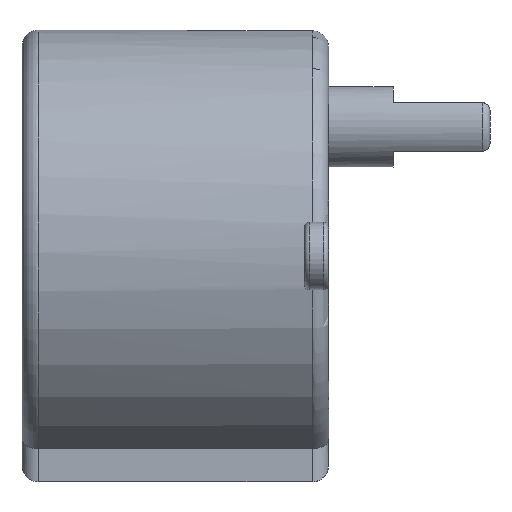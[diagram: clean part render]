
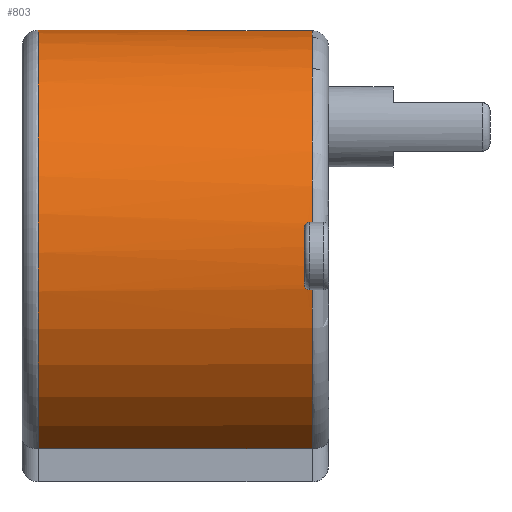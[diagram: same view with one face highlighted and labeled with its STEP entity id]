
A CAD part, left-side view. The second image highlights one B-rep face of the part: STEP entity #803.
In plain terms, the highlighted cylindrical face has radius 14 mm (diameter 28 mm), a partial arc.
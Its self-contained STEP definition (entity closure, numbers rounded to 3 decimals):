
#101=FACE_OUTER_BOUND('',#152,.T.);
#152=EDGE_LOOP('',(#649,#650,#651,#652,#653,#654,#655,#656,#657,#658,#659,
#660,#661,#662,#663,#664));
#179=B_SPLINE_CURVE_WITH_KNOTS('',3,(#1243,#1244,#1245,#1246,#1247,#1248,
#1249,#1250,#1251,#1252),.UNSPECIFIED.,.F.,.F.,(4,2,2,2,4),(0.1,
0.112,0.124,0.137,0.149),
 .UNSPECIFIED.);
#180=B_SPLINE_CURVE_WITH_KNOTS('',3,(#1259,#1260,#1261,#1262,#1263,#1264,
#1265,#1266,#1267,#1268),.UNSPECIFIED.,.F.,.F.,(4,2,2,2,4),(0.05,
0.062,0.075,0.087,0.099),
 .UNSPECIFIED.);
#181=B_SPLINE_CURVE_WITH_KNOTS('',3,(#1277,#1278,#1279,#1280,#1281,#1282,
#1283,#1284,#1285,#1286),.UNSPECIFIED.,.F.,.F.,(4,2,2,2,4),(0.099,
0.112,0.124,0.137,0.149),
 .UNSPECIFIED.);
#182=B_SPLINE_CURVE_WITH_KNOTS('',3,(#1297,#1298,#1299,#1300,#1301,#1302,
#1303,#1304,#1305,#1306),.UNSPECIFIED.,.F.,.F.,(4,2,2,2,4),(0.05,
0.062,0.075,0.087,0.1),
 .UNSPECIFIED.);
#201=LINE('',#1216,#254);
#203=LINE('',#1236,#256);
#213=LINE('',#1321,#266);
#215=LINE('',#1328,#268);
#227=LINE('',#1435,#280);
#230=LINE('',#1442,#283);
#254=VECTOR('',#956,10.);
#256=VECTOR('',#964,10.);
#266=VECTOR('',#1002,10.);
#268=VECTOR('',#1010,10.);
#280=VECTOR('',#1068,10.);
#283=VECTOR('',#1075,10.);
#323=CIRCLE('',#883,14.);
#324=CIRCLE('',#888,14.);
#325=CIRCLE('',#893,14.);
#326=CIRCLE('',#894,14.);
#327=CIRCLE('',#895,14.);
#328=CIRCLE('',#896,14.);
#348=VERTEX_POINT('',#1213);
#349=VERTEX_POINT('',#1215);
#351=VERTEX_POINT('',#1228);
#352=VERTEX_POINT('',#1235);
#354=VERTEX_POINT('',#1241);
#356=VERTEX_POINT('',#1258);
#359=VERTEX_POINT('',#1274);
#360=VERTEX_POINT('',#1276);
#363=VERTEX_POINT('',#1295);
#364=VERTEX_POINT('',#1296);
#367=VERTEX_POINT('',#1314);
#369=VERTEX_POINT('',#1327);
#382=VERTEX_POINT('',#1387);
#384=VERTEX_POINT('',#1406);
#387=VERTEX_POINT('',#1433);
#389=VERTEX_POINT('',#1441);
#421=EDGE_CURVE('',#349,#348,#201,.T.);
#426=EDGE_CURVE('',#352,#351,#203,.T.);
#430=EDGE_CURVE('',#354,#348,#179,.F.);
#433=EDGE_CURVE('',#352,#356,#180,.F.);
#437=EDGE_CURVE('',#359,#360,#181,.F.);
#442=EDGE_CURVE('',#363,#364,#182,.F.);
#448=EDGE_CURVE('',#363,#367,#213,.T.);
#451=EDGE_CURVE('',#369,#360,#215,.T.);
#473=EDGE_CURVE('',#384,#367,#323,.T.);
#478=EDGE_CURVE('',#349,#382,#324,.T.);
#481=EDGE_CURVE('',#384,#387,#227,.T.);
#484=EDGE_CURVE('',#382,#389,#230,.T.);
#486=EDGE_CURVE('',#389,#387,#325,.T.);
#487=EDGE_CURVE('',#354,#356,#326,.T.);
#488=EDGE_CURVE('',#369,#351,#327,.T.);
#489=EDGE_CURVE('',#359,#364,#328,.T.);
#649=ORIENTED_EDGE('',*,*,#473,.F.);
#650=ORIENTED_EDGE('',*,*,#481,.T.);
#651=ORIENTED_EDGE('',*,*,#486,.F.);
#652=ORIENTED_EDGE('',*,*,#484,.F.);
#653=ORIENTED_EDGE('',*,*,#478,.F.);
#654=ORIENTED_EDGE('',*,*,#421,.T.);
#655=ORIENTED_EDGE('',*,*,#430,.F.);
#656=ORIENTED_EDGE('',*,*,#487,.T.);
#657=ORIENTED_EDGE('',*,*,#433,.F.);
#658=ORIENTED_EDGE('',*,*,#426,.T.);
#659=ORIENTED_EDGE('',*,*,#488,.F.);
#660=ORIENTED_EDGE('',*,*,#451,.T.);
#661=ORIENTED_EDGE('',*,*,#437,.F.);
#662=ORIENTED_EDGE('',*,*,#489,.T.);
#663=ORIENTED_EDGE('',*,*,#442,.F.);
#664=ORIENTED_EDGE('',*,*,#448,.T.);
#767=CYLINDRICAL_SURFACE('',#892,14.);
#803=ADVANCED_FACE('',(#101),#767,.T.);
#883=AXIS2_PLACEMENT_3D('',#1407,#1050,#1051);
#888=AXIS2_PLACEMENT_3D('',#1429,#1062,#1063);
#892=AXIS2_PLACEMENT_3D('',#1444,#1077,#1078);
#893=AXIS2_PLACEMENT_3D('',#1445,#1079,#1080);
#894=AXIS2_PLACEMENT_3D('',#1446,#1081,#1082);
#895=AXIS2_PLACEMENT_3D('',#1447,#1083,#1084);
#896=AXIS2_PLACEMENT_3D('',#1448,#1085,#1086);
#956=DIRECTION('',(0.,1.,0.));
#964=DIRECTION('',(0.,-1.,0.));
#1002=DIRECTION('',(0.,-1.,0.));
#1010=DIRECTION('',(0.,1.,0.));
#1050=DIRECTION('center_axis',(0.,-1.,0.));
#1051=DIRECTION('ref_axis',(0.833,0.,-0.553));
#1062=DIRECTION('center_axis',(0.,-1.,0.));
#1063=DIRECTION('ref_axis',(-0.833,0.,-0.553));
#1068=DIRECTION('',(0.,1.,0.));
#1075=DIRECTION('',(0.,1.,0.));
#1077=DIRECTION('center_axis',(0.,1.,0.));
#1078=DIRECTION('ref_axis',(0.,0.,1.));
#1079=DIRECTION('center_axis',(0.,1.,0.));
#1080=DIRECTION('ref_axis',(0.,0.,1.));
#1081=DIRECTION('center_axis',(0.,1.,0.));
#1082=DIRECTION('ref_axis',(-0.521,0.,-0.853));
#1083=DIRECTION('center_axis',(0.,-1.,0.));
#1084=DIRECTION('ref_axis',(0.,0.,1.));
#1085=DIRECTION('center_axis',(0.,1.,0.));
#1086=DIRECTION('ref_axis',(-0.521,0.,-0.853));
#1213=CARTESIAN_POINT('',(-13.842,1.171,-2.1));
#1215=CARTESIAN_POINT('',(-13.842,1.019,-2.1));
#1216=CARTESIAN_POINT('',(-13.842,0.,-2.1));
#1228=CARTESIAN_POINT('',(-13.849,1.019,2.048));
#1235=CARTESIAN_POINT('',(-13.849,1.171,2.048));
#1236=CARTESIAN_POINT('',(-13.849,0.,2.048));
#1241=CARTESIAN_POINT('',(-13.888,1.5,-1.771));
#1243=CARTESIAN_POINT('Ctrl Pts',(-13.842,1.171,-2.1));
#1244=CARTESIAN_POINT('Ctrl Pts',(-13.842,1.212,-2.1));
#1245=CARTESIAN_POINT('Ctrl Pts',(-13.843,1.256,-2.092));
#1246=CARTESIAN_POINT('Ctrl Pts',(-13.848,1.337,-2.058));
#1247=CARTESIAN_POINT('Ctrl Pts',(-13.852,1.374,-2.033));
#1248=CARTESIAN_POINT('Ctrl Pts',(-13.86,1.433,-1.975));
#1249=CARTESIAN_POINT('Ctrl Pts',(-13.865,1.458,-1.938));
#1250=CARTESIAN_POINT('Ctrl Pts',(-13.876,1.492,-1.857));
#1251=CARTESIAN_POINT('Ctrl Pts',(-13.882,1.5,-1.812));
#1252=CARTESIAN_POINT('Ctrl Pts',(-13.888,1.5,-1.771));
#1258=CARTESIAN_POINT('',(-13.894,1.5,1.72));
#1259=CARTESIAN_POINT('Ctrl Pts',(-13.894,1.5,1.72));
#1260=CARTESIAN_POINT('Ctrl Pts',(-13.889,1.5,1.761));
#1261=CARTESIAN_POINT('Ctrl Pts',(-13.883,1.492,1.805));
#1262=CARTESIAN_POINT('Ctrl Pts',(-13.872,1.458,1.886));
#1263=CARTESIAN_POINT('Ctrl Pts',(-13.867,1.433,1.923));
#1264=CARTESIAN_POINT('Ctrl Pts',(-13.859,1.374,1.982));
#1265=CARTESIAN_POINT('Ctrl Pts',(-13.855,1.337,2.007));
#1266=CARTESIAN_POINT('Ctrl Pts',(-13.851,1.256,2.04));
#1267=CARTESIAN_POINT('Ctrl Pts',(-13.849,1.212,2.048));
#1268=CARTESIAN_POINT('Ctrl Pts',(-13.849,1.171,2.048));
#1274=CARTESIAN_POINT('',(13.894,1.5,1.72));
#1276=CARTESIAN_POINT('',(13.849,1.171,2.048));
#1277=CARTESIAN_POINT('Ctrl Pts',(13.849,1.171,2.048));
#1278=CARTESIAN_POINT('Ctrl Pts',(13.849,1.212,2.048));
#1279=CARTESIAN_POINT('Ctrl Pts',(13.851,1.256,2.04));
#1280=CARTESIAN_POINT('Ctrl Pts',(13.855,1.337,2.007));
#1281=CARTESIAN_POINT('Ctrl Pts',(13.859,1.374,1.982));
#1282=CARTESIAN_POINT('Ctrl Pts',(13.867,1.433,1.923));
#1283=CARTESIAN_POINT('Ctrl Pts',(13.872,1.458,1.886));
#1284=CARTESIAN_POINT('Ctrl Pts',(13.883,1.492,1.805));
#1285=CARTESIAN_POINT('Ctrl Pts',(13.889,1.5,1.761));
#1286=CARTESIAN_POINT('Ctrl Pts',(13.894,1.5,1.72));
#1295=CARTESIAN_POINT('',(13.842,1.171,-2.1));
#1296=CARTESIAN_POINT('',(13.888,1.5,-1.771));
#1297=CARTESIAN_POINT('Ctrl Pts',(13.888,1.5,-1.771));
#1298=CARTESIAN_POINT('Ctrl Pts',(13.882,1.5,-1.812));
#1299=CARTESIAN_POINT('Ctrl Pts',(13.876,1.492,-1.857));
#1300=CARTESIAN_POINT('Ctrl Pts',(13.865,1.458,-1.938));
#1301=CARTESIAN_POINT('Ctrl Pts',(13.86,1.433,-1.975));
#1302=CARTESIAN_POINT('Ctrl Pts',(13.852,1.374,-2.033));
#1303=CARTESIAN_POINT('Ctrl Pts',(13.848,1.337,-2.058));
#1304=CARTESIAN_POINT('Ctrl Pts',(13.843,1.256,-2.092));
#1305=CARTESIAN_POINT('Ctrl Pts',(13.842,1.212,-2.1));
#1306=CARTESIAN_POINT('Ctrl Pts',(13.842,1.171,-2.1));
#1314=CARTESIAN_POINT('',(13.842,1.019,-2.1));
#1321=CARTESIAN_POINT('',(13.842,0.,-2.1));
#1327=CARTESIAN_POINT('',(13.849,1.019,2.048));
#1328=CARTESIAN_POINT('',(13.849,0.,2.048));
#1387=CARTESIAN_POINT('',(-7.3,1.019,-11.946));
#1406=CARTESIAN_POINT('',(7.3,1.019,-11.946));
#1407=CARTESIAN_POINT('Origin',(0.,1.019,0.));
#1429=CARTESIAN_POINT('Origin',(0.,1.019,0.));
#1433=CARTESIAN_POINT('',(7.3,17.981,-11.946));
#1435=CARTESIAN_POINT('',(7.3,0.,-11.946));
#1441=CARTESIAN_POINT('',(-7.3,17.981,-11.946));
#1442=CARTESIAN_POINT('',(-7.3,0.,-11.946));
#1444=CARTESIAN_POINT('Origin',(0.,0.,0.));
#1445=CARTESIAN_POINT('Origin',(0.,17.981,0.));
#1446=CARTESIAN_POINT('Origin',(0.,1.5,0.));
#1447=CARTESIAN_POINT('Origin',(0.,1.019,0.));
#1448=CARTESIAN_POINT('Origin',(0.,1.5,0.));
